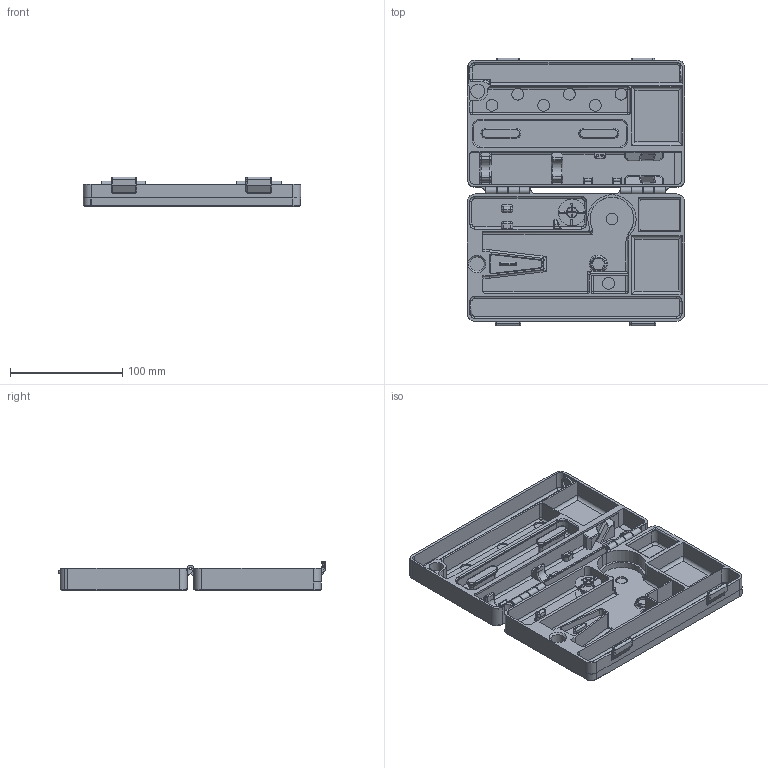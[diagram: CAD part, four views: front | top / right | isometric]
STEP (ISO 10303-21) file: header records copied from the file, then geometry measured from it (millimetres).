
FILE_DESCRIPTION(/* description */ (''),/* implementation_level */ '2;1');
FILE_NAME(/* name */ 'Pinecil_case_full_Soldering_station v1.step',/* time_stamp */ '2023-02-04T10:15:36-07:00',/* author */ (''),/* organization */ (''),/* preprocessor_version */ 'ST-DEVELOPER v19.2',/* originating_system */ 'Autodesk Translation Framework v11.17.0.187',/* authorisation */ '');
FILE_SCHEMA (('AUTOMOTIVE_DESIGN { 1 0 10303 214 3 1 1 }'));
Length unit declared in the file: millimetre
Products named in the file (6): Pinecil_case Salo no text; xx; Erik Iron Half final 2; Erik Utility Half Final 2; Solder Wick Reel; Pinecil Spool' v2
Assembly tree (4 placements, depth 2):
  Pinecil_case Salo no text
    xx
    Erik Iron Half final 2
    Erik Utility Half Final 2
    Solder Wick Reel
  Pinecil Spool' v2
Bounding box: 193.82 x 238.1 x 26.6 mm (x, y, z)
Volume: 249891.5 mm3; surface area: 191721.9 mm2
Topology: 8 solids, 8 shells, 1054 faces, 2615 edges, 1591 vertices
Faces by surface type: cylinder 420, plane 388, torus 110, bspline 81, sphere 36, cone 19
Full cylindrical faces by diameter (mm): 2 x11, 7.982 x1, 9.5 x1, 10.5 x12, 11.04 x1, 12.5 x1, 12.7 x2, 14 x1, 24 x2
Entity records: 34805 total; most frequent: CARTESIAN_POINT 9670, DIRECTION 5347, ORIENTED_EDGE 5202, EDGE_CURVE 2601, AXIS2_PLACEMENT_3D 2010, VERTEX_POINT 1590, LINE 1327, VECTOR 1327
